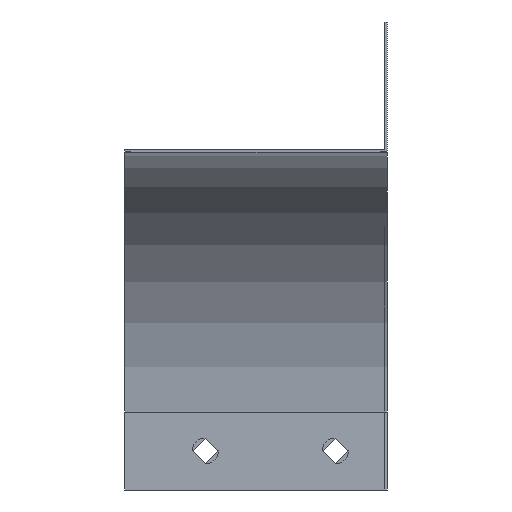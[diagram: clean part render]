
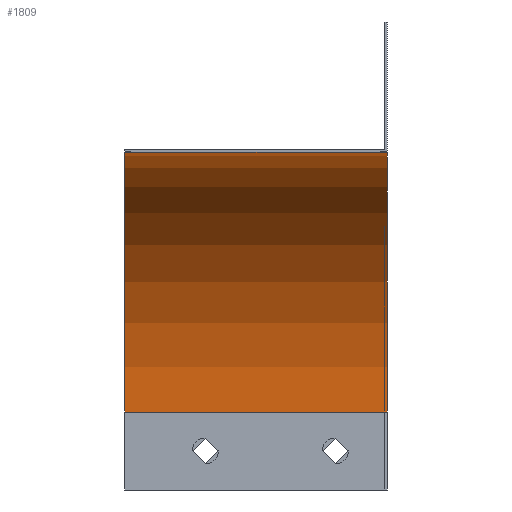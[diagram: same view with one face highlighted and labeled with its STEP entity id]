
A CAD part, left-side view. The second image highlights one B-rep face of the part: STEP entity #1809.
In plain terms, the highlighted cylindrical face has radius 100 mm (diameter 200 mm), a partial arc.
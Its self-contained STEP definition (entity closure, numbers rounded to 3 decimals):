
#239 = AXIS2_PLACEMENT_3D ( 'NONE', #1735, #1734, #1732 ) ;
#269 = AXIS2_PLACEMENT_3D ( 'NONE', #500, #502, #501 ) ;
#271 = AXIS2_PLACEMENT_3D ( 'NONE', #1450, #1448, #1804 ) ;
#428 = EDGE_CURVE ( 'NONE', #1317, #1341, #1224, .T. ) ;
#430 = EDGE_CURVE ( 'NONE', #1341, #1384, #1228, .T. ) ;
#431 = EDGE_CURVE ( 'NONE', #1352, #1384, #1230, .T. ) ;
#432 = EDGE_CURVE ( 'NONE', #1352, #1317, #1226, .T. ) ;
#493 = EDGE_LOOP ( 'NONE', ( #596, #597, #598, #599 ) ) ;
#500 = CARTESIAN_POINT ( 'NONE',  ( -150., 101., -150. ) ) ;
#501 = DIRECTION ( 'NONE',  ( 0., 0., 1. ) ) ;
#502 = DIRECTION ( 'NONE',  ( 0., 1., 0. ) ) ;
#596 = ORIENTED_EDGE ( 'NONE', *, *, #430, .T. ) ;
#597 = ORIENTED_EDGE ( 'NONE', *, *, #431, .F. ) ;
#598 = ORIENTED_EDGE ( 'NONE', *, *, #432, .T. ) ;
#599 = ORIENTED_EDGE ( 'NONE', *, *, #428, .T. ) ;
#799 = FACE_OUTER_BOUND ( 'NONE', #493, .T. ) ;
#807 = CYLINDRICAL_SURFACE ( 'NONE', #239, 100. ) ;
#1224 = LINE ( 'NONE', #1486, #1227 ) ;
#1226 = CIRCLE ( 'NONE', #269, 100. ) ;
#1227 = VECTOR ( 'NONE', #1482, 1000. ) ;
#1228 = CIRCLE ( 'NONE', #271, 100. ) ;
#1230 = LINE ( 'NONE', #1485, #1232 ) ;
#1232 = VECTOR ( 'NONE', #1500, 1000. ) ;
#1317 = VERTEX_POINT ( 'NONE', #1640 ) ;
#1341 = VERTEX_POINT ( 'NONE', #1664 ) ;
#1352 = VERTEX_POINT ( 'NONE', #1675 ) ;
#1384 = VERTEX_POINT ( 'NONE', #1707 ) ;
#1448 = DIRECTION ( 'NONE',  ( 0., -1., 0. ) ) ;
#1450 = CARTESIAN_POINT ( 'NONE',  ( -150., 0., -150. ) ) ;
#1482 = DIRECTION ( 'NONE',  ( 0., -1., 0. ) ) ;
#1485 = CARTESIAN_POINT ( 'NONE',  ( -150., 1., -50. ) ) ;
#1486 = CARTESIAN_POINT ( 'NONE',  ( -50., 1., -150. ) ) ;
#1500 = DIRECTION ( 'NONE',  ( 0., -1., 0. ) ) ;
#1640 = CARTESIAN_POINT ( 'NONE',  ( -50., 101., -150. ) ) ;
#1664 = CARTESIAN_POINT ( 'NONE',  ( -50., 0., -150. ) ) ;
#1675 = CARTESIAN_POINT ( 'NONE',  ( -150., 101., -50. ) ) ;
#1707 = CARTESIAN_POINT ( 'NONE',  ( -150., 0., -50. ) ) ;
#1732 = DIRECTION ( 'NONE',  ( 0., 0., -1. ) ) ;
#1734 = DIRECTION ( 'NONE',  ( 0., -1., 0. ) ) ;
#1735 = CARTESIAN_POINT ( 'NONE',  ( -150., 1., -150. ) ) ;
#1804 = DIRECTION ( 'NONE',  ( 0., 0., -1. ) ) ;
#1809 = ADVANCED_FACE ( 'NONE', ( #799 ), #807, .F. ) ;
